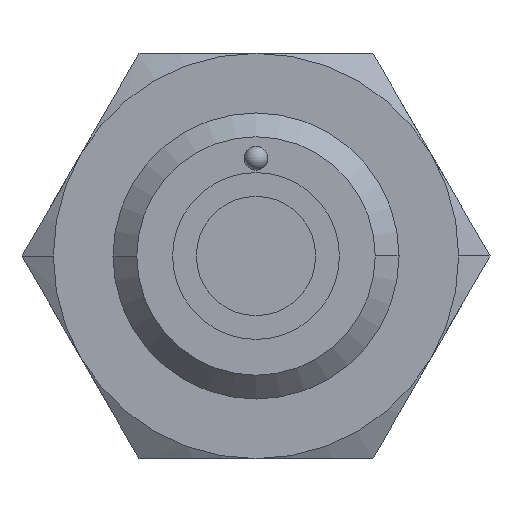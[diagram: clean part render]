
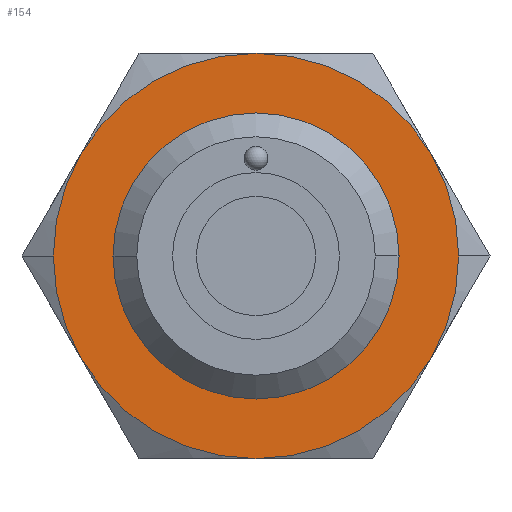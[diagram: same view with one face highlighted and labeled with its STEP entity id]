
A CAD part, front view. The second image highlights one B-rep face of the part: STEP entity #154.
In plain terms, the highlighted planar face has unit normal (0, -1, 0).
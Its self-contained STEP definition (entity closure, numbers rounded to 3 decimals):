
#154=ADVANCED_FACE('',(#308,#309),#310,.T.);
#308=FACE_OUTER_BOUND('',#469,.T.);
#309=FACE_BOUND('',#470,.T.);
#310=PLANE('',#471);
#469=EDGE_LOOP('',(#968,#969,#970,#971,#972,#973,#974,#975));
#470=EDGE_LOOP('',(#976,#977));
#471=AXIS2_PLACEMENT_3D('',#978,#979,#980);
#968=ORIENTED_EDGE('',*,*,#1168,.F.);
#969=ORIENTED_EDGE('',*,*,#1154,.F.);
#970=ORIENTED_EDGE('',*,*,#1157,.F.);
#971=ORIENTED_EDGE('',*,*,#1159,.F.);
#972=ORIENTED_EDGE('',*,*,#1152,.F.);
#973=ORIENTED_EDGE('',*,*,#1163,.F.);
#974=ORIENTED_EDGE('',*,*,#1166,.F.);
#975=ORIENTED_EDGE('',*,*,#1148,.F.);
#976=ORIENTED_EDGE('',*,*,#1188,.T.);
#977=ORIENTED_EDGE('',*,*,#1132,.T.);
#978=CARTESIAN_POINT('',(7.25,-8.0,0.0));
#979=DIRECTION('',(0.0,-1.0,-0.0));
#980=DIRECTION('',(0.0,0.0,-1.0));
#1132=EDGE_CURVE('',#1350,#1347,#1351,.T.);
#1148=EDGE_CURVE('',#1377,#1380,#1381,.T.);
#1152=EDGE_CURVE('',#1386,#1384,#1388,.T.);
#1154=EDGE_CURVE('',#1390,#1392,#1393,.T.);
#1157=EDGE_CURVE('',#1396,#1390,#1398,.T.);
#1159=EDGE_CURVE('',#1384,#1396,#1400,.T.);
#1163=EDGE_CURVE('',#1404,#1386,#1406,.T.);
#1166=EDGE_CURVE('',#1380,#1404,#1410,.T.);
#1168=EDGE_CURVE('',#1392,#1377,#1412,.T.);
#1188=EDGE_CURVE('',#1347,#1350,#1440,.T.);
#1347=VERTEX_POINT('',#1843);
#1350=VERTEX_POINT('',#1847);
#1351=CIRCLE('',#1848,6.0);
#1377=VERTEX_POINT('',#1899);
#1380=VERTEX_POINT('',#1903);
#1381=CIRCLE('',#1904,8.5);
#1384=VERTEX_POINT('',#1916);
#1386=VERTEX_POINT('',#1919);
#1388=CIRCLE('',#1930,8.5);
#1390=VERTEX_POINT('',#1932);
#1392=VERTEX_POINT('',#1943);
#1393=CIRCLE('',#1944,8.5);
#1396=VERTEX_POINT('',#1956);
#1398=CIRCLE('',#1967,8.5);
#1400=CIRCLE('',#1978,8.5);
#1404=VERTEX_POINT('',#2000);
#1406=CIRCLE('',#2011,8.5);
#1410=CIRCLE('',#2033,8.5);
#1412=CIRCLE('',#2044,8.5);
#1440=CIRCLE('',#2162,6.0);
#1843=CARTESIAN_POINT('',(6.0,-8.0,0.0));
#1847=CARTESIAN_POINT('',(-6.0,-8.0,0.));
#1848=AXIS2_PLACEMENT_3D('',#2336,#2337,#2338);
#1899=CARTESIAN_POINT('',(8.5,-8.0,0.));
#1903=CARTESIAN_POINT('',(7.361,-8.0,-4.25));
#1904=AXIS2_PLACEMENT_3D('',#2362,#2363,#2364);
#1916=CARTESIAN_POINT('',(-8.5,-8.0,0.));
#1919=CARTESIAN_POINT('',(-7.361,-8.0,-4.25));
#1930=AXIS2_PLACEMENT_3D('',#2366,#2367,#2368);
#1932=CARTESIAN_POINT('',(0.,-8.0,8.5));
#1943=CARTESIAN_POINT('',(7.361,-8.0,4.25));
#1944=AXIS2_PLACEMENT_3D('',#2369,#2370,#2371);
#1956=CARTESIAN_POINT('',(-7.361,-8.0,4.25));
#1967=AXIS2_PLACEMENT_3D('',#2372,#2373,#2374);
#1978=AXIS2_PLACEMENT_3D('',#2375,#2376,#2377);
#2000=CARTESIAN_POINT('',(0.0,-8.0,-8.5));
#2011=AXIS2_PLACEMENT_3D('',#2378,#2379,#2380);
#2033=AXIS2_PLACEMENT_3D('',#2381,#2382,#2383);
#2044=AXIS2_PLACEMENT_3D('',#2384,#2385,#2386);
#2162=AXIS2_PLACEMENT_3D('',#2414,#2415,#2416);
#2336=CARTESIAN_POINT('',(0.0,-8.0,0.0));
#2337=DIRECTION('',(-0.0,1.0,0.0));
#2338=DIRECTION('',(1.0,0.0,0.0));
#2362=CARTESIAN_POINT('',(0.0,-8.0,0.0));
#2363=DIRECTION('',(-0.0,1.0,0.0));
#2364=DIRECTION('',(1.0,0.0,0.0));
#2366=CARTESIAN_POINT('',(0.0,-8.0,0.0));
#2367=DIRECTION('',(-0.0,1.0,0.0));
#2368=DIRECTION('',(1.0,0.0,0.0));
#2369=CARTESIAN_POINT('',(0.0,-8.0,0.0));
#2370=DIRECTION('',(-0.0,1.0,0.0));
#2371=DIRECTION('',(1.0,0.0,0.0));
#2372=CARTESIAN_POINT('',(0.0,-8.0,0.0));
#2373=DIRECTION('',(-0.0,1.0,0.0));
#2374=DIRECTION('',(1.0,0.0,0.0));
#2375=CARTESIAN_POINT('',(0.0,-8.0,0.0));
#2376=DIRECTION('',(-0.0,1.0,0.0));
#2377=DIRECTION('',(1.0,0.0,0.0));
#2378=CARTESIAN_POINT('',(0.0,-8.0,0.0));
#2379=DIRECTION('',(-0.0,1.0,0.0));
#2380=DIRECTION('',(1.0,0.0,0.0));
#2381=CARTESIAN_POINT('',(0.0,-8.0,0.0));
#2382=DIRECTION('',(-0.0,1.0,0.0));
#2383=DIRECTION('',(1.0,0.0,0.0));
#2384=CARTESIAN_POINT('',(0.0,-8.0,0.0));
#2385=DIRECTION('',(-0.0,1.0,0.0));
#2386=DIRECTION('',(1.0,0.0,0.0));
#2414=CARTESIAN_POINT('',(0.0,-8.0,0.0));
#2415=DIRECTION('',(-0.0,1.0,0.0));
#2416=DIRECTION('',(1.0,0.0,0.0));
